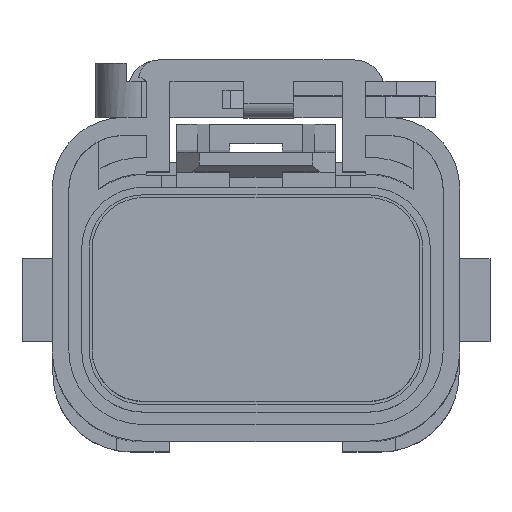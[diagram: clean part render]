
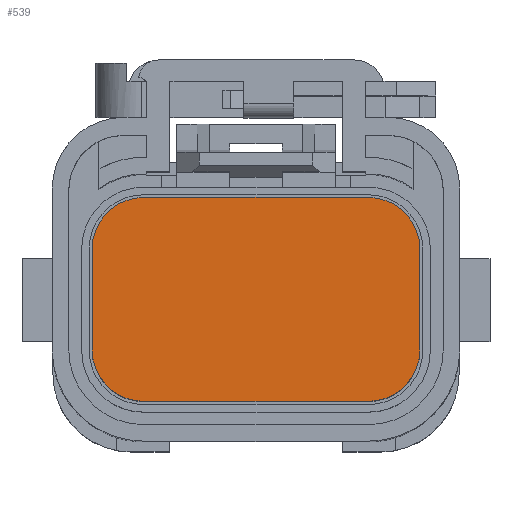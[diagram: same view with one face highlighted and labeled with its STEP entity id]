
A CAD part, top view. The second image highlights one B-rep face of the part: STEP entity #539.
In plain terms, the highlighted planar face has unit normal (0, 0, 1).
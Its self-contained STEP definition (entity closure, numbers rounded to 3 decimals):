
#234=CIRCLE('',#6349,3.4);
#235=CIRCLE('',#6350,3.4);
#236=CIRCLE('',#6351,3.4);
#237=CIRCLE('',#6352,3.4);
#539=ADVANCED_FACE('',(#1067),#781,.T.);
#781=PLANE('',#6353);
#1067=FACE_OUTER_BOUND('',#1370,.T.);
#1370=EDGE_LOOP('',(#3053,#3054,#3055,#3056,#3057,#3058,#3059,#3060));
#3053=ORIENTED_EDGE('',*,*,#4496,.T.);
#3054=ORIENTED_EDGE('',*,*,#4497,.T.);
#3055=ORIENTED_EDGE('',*,*,#4498,.T.);
#3056=ORIENTED_EDGE('',*,*,#4499,.T.);
#3057=ORIENTED_EDGE('',*,*,#4500,.T.);
#3058=ORIENTED_EDGE('',*,*,#4501,.T.);
#3059=ORIENTED_EDGE('',*,*,#4502,.T.);
#3060=ORIENTED_EDGE('',*,*,#4503,.T.);
#3647=VERTEX_POINT('',#9671);
#3648=VERTEX_POINT('',#9672);
#3649=VERTEX_POINT('',#9674);
#3650=VERTEX_POINT('',#9676);
#3651=VERTEX_POINT('',#9678);
#3652=VERTEX_POINT('',#9680);
#3653=VERTEX_POINT('',#9682);
#3654=VERTEX_POINT('',#9684);
#4496=EDGE_CURVE('',#3647,#3648,#234,.T.);
#4497=EDGE_CURVE('',#3648,#3649,#5210,.T.);
#4498=EDGE_CURVE('',#3649,#3650,#235,.T.);
#4499=EDGE_CURVE('',#3650,#3651,#5211,.T.);
#4500=EDGE_CURVE('',#3651,#3652,#236,.T.);
#4501=EDGE_CURVE('',#3652,#3653,#5212,.T.);
#4502=EDGE_CURVE('',#3653,#3654,#237,.T.);
#4503=EDGE_CURVE('',#3654,#3647,#5213,.T.);
#5210=LINE('',#9673,#5920);
#5211=LINE('',#9677,#5921);
#5212=LINE('',#9681,#5922);
#5213=LINE('',#9685,#5923);
#5920=VECTOR('',#7896,1.);
#5921=VECTOR('',#7899,1.);
#5922=VECTOR('',#7902,1.);
#5923=VECTOR('',#7905,1.);
#6349=AXIS2_PLACEMENT_3D('',#9670,#7894,#7895);
#6350=AXIS2_PLACEMENT_3D('',#9675,#7897,#7898);
#6351=AXIS2_PLACEMENT_3D('',#9679,#7900,#7901);
#6352=AXIS2_PLACEMENT_3D('',#9683,#7903,#7904);
#6353=AXIS2_PLACEMENT_3D('',#9686,#7906,#7907);
#7894=DIRECTION('',(0.,0.,1.));
#7895=DIRECTION('',(1.,0.,0.));
#7896=DIRECTION('',(1.,0.,0.));
#7897=DIRECTION('',(0.,0.,1.));
#7898=DIRECTION('',(1.,0.,0.));
#7899=DIRECTION('',(0.,1.,0.));
#7900=DIRECTION('',(0.,0.,1.));
#7901=DIRECTION('',(1.,0.,0.));
#7902=DIRECTION('',(-1.,0.,0.));
#7903=DIRECTION('',(0.,0.,1.));
#7904=DIRECTION('',(1.,0.,0.));
#7905=DIRECTION('',(0.,-1.,0.));
#7906=DIRECTION('',(0.,0.,1.));
#7907=DIRECTION('',(0.,-1.,0.));
#9670=CARTESIAN_POINT('',(-7.45,-4.858,9.15));
#9671=CARTESIAN_POINT('',(-10.85,-4.858,9.15));
#9672=CARTESIAN_POINT('',(-7.45,-8.258,9.15));
#9673=CARTESIAN_POINT('',(-11.105,-8.258,9.15));
#9674=CARTESIAN_POINT('',(7.45,-8.258,9.15));
#9675=CARTESIAN_POINT('',(7.45,-4.858,9.15));
#9676=CARTESIAN_POINT('',(10.85,-4.858,9.15));
#9677=CARTESIAN_POINT('',(10.85,4.213,9.15));
#9678=CARTESIAN_POINT('',(10.85,1.842,9.15));
#9679=CARTESIAN_POINT('',(7.45,1.842,9.15));
#9680=CARTESIAN_POINT('',(7.45,5.242,9.15));
#9681=CARTESIAN_POINT('',(-11.105,5.242,9.15));
#9682=CARTESIAN_POINT('',(-7.45,5.242,9.15));
#9683=CARTESIAN_POINT('',(-7.45,1.842,9.15));
#9684=CARTESIAN_POINT('',(-10.85,1.842,9.15));
#9685=CARTESIAN_POINT('',(-10.85,4.213,9.15));
#9686=CARTESIAN_POINT('',(-11.105,4.213,9.15));
